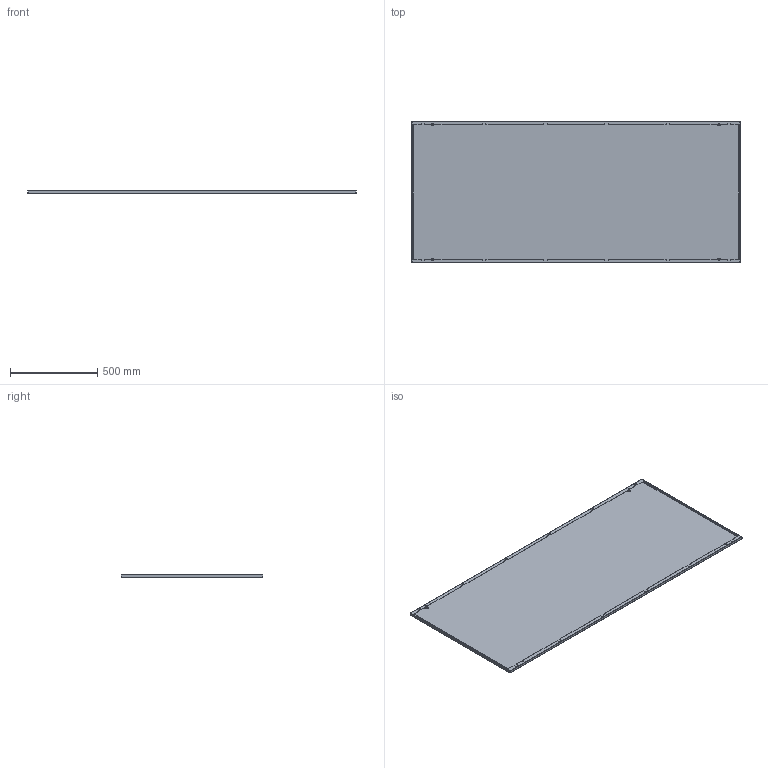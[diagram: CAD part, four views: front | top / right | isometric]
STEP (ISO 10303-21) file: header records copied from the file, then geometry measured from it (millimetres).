
FILE_DESCRIPTION(/* description */ ('Unknown'),/* implementation_level */ '2;1');
FILE_NAME(/* name */ 'Zuschnitt Filterblech neu - Sterilbank',/* time_stamp */ '2017-09-13T14:04:16+02:00',/* author */ ('Unknown'),/* organization */ ('Unknown'),/* preprocessor_version */ 'ST-DEVELOPER v16.7',/* originating_system */ 'DEX',/* authorisation */ $);
FILE_SCHEMA (('AUTOMOTIVE_DESIGN {1 0 10303 214 3 1 1}'));
Length unit declared in the file: millimetre
Products named in the file (1): Filterblech neu - Sterilbank
Bounding box: 1877 x 811 x 16 mm (x, y, z)
Volume: 1679761.7 mm3; surface area: 3365886.5 mm2
Topology: 1 solids, 1 shells, 138 faces, 368 edges, 232 vertices
Faces by surface type: plane 106, cylinder 32
Full cylindrical faces by diameter (mm): 8 x4, 20 x4
Entity records: 5206 total; most frequent: CARTESIAN_POINT 731, ORIENTED_EDGE 720, DIRECTION 710, EDGE_CURVE 360, LINE 288, VECTOR 288, VERTEX_POINT 232, AXIS2_PLACEMENT_3D 211
